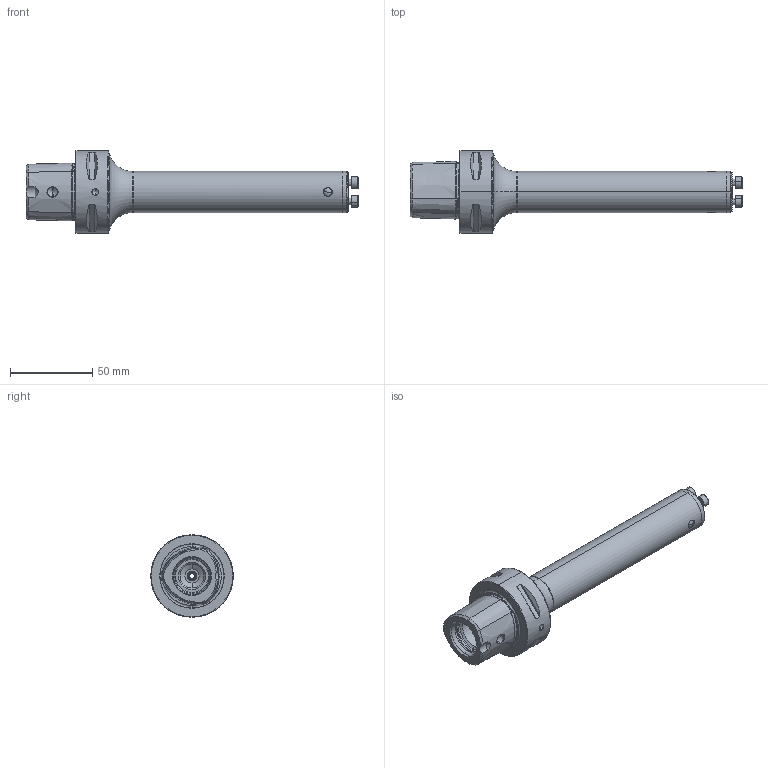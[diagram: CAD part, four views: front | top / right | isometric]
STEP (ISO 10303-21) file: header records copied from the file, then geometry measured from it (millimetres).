
FILE_DESCRIPTION (( 'STEP AP214' ), '1' );
FILE_NAME ('PS5.WK3.WD2.200.STEP', '2024-04-24T05:34:58', ( '' ), ( '' ), 'SwSTEP 2.0', 'SolidWorks 2022', '' );
FILE_SCHEMA (( 'AUTOMOTIVE_DESIGN' ));
Length unit declared in the file: millimetre
Products named in the file (12): WD2-ER1.020.072_A; PS5-WD2.085.162_A_mit Stiftbohrung; DIN 3771 - 17x2; ISO 4762 - M4 x 12; PS5.WK3.WD2.200; WD2-BG1.021.085; DIN 3771 - 6x1; WD2-ER1.008.067_A; WD2-WK3.025.003_A; WD2-ER1.021.019_A; DIN 3771 - 10x4; DIN 6325_ø5x10-m6_2x6
Assembly tree (17 placements, depth 3):
  PS5.WK3.WD2.200
    PS5-WD2.085.162_A_mit Stiftbohrung
    WD2-BG1.021.085
      WD2-ER1.008.067_A
      WD2-ER1.021.019_A  x2
      DIN 3771 - 10x4  x2
      DIN 3771 - 17x2  x2
      WD2-ER1.020.072_A
    WD2-WK3.025.003_A
    DIN 3771 - 6x1
    DIN 6325_ø5x10-m6_2x6  x2
    ISO 4762 - M4 x 12  x3
Bounding box: 201.3 x 50 x 50 mm (x, y, z)
Volume: 121133.8 mm3; surface area: 51335.6 mm2
Topology: 16 solids, 16 shells, 682 faces, 1625 edges, 977 vertices
Faces by surface type: plane 236, cone 171, cylinder 169, torus 98, sphere 8
Entity records: 18972 total; most frequent: CARTESIAN_POINT 5366, ORIENTED_EDGE 2710, DIRECTION 2692, EDGE_CURVE 1355, AXIS2_PLACEMENT_3D 1111, VERTEX_POINT 831, EDGE_LOOP 604, ADVANCED_FACE 561
